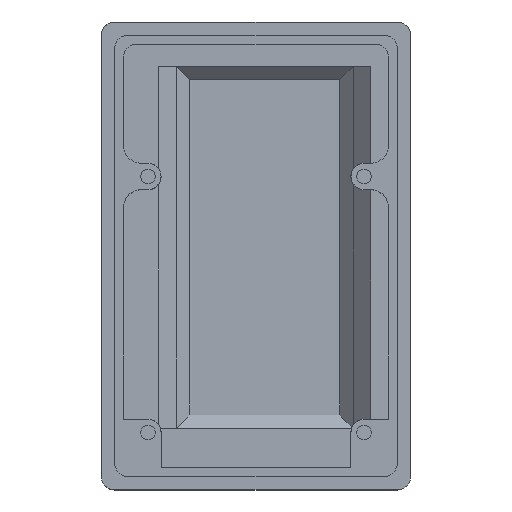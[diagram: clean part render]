
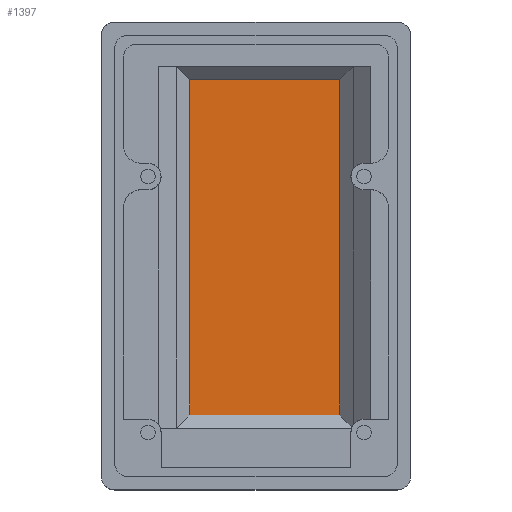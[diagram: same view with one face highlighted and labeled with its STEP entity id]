
A CAD part, top view. The second image highlights one B-rep face of the part: STEP entity #1397.
In plain terms, the highlighted planar face has unit normal (0, 0, 1).
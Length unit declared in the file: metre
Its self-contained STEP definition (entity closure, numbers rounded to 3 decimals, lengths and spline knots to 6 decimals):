
#212=ORIENTED_EDGE('',*,*,#617,.T.);
#213=ORIENTED_EDGE('',*,*,#618,.T.);
#214=ORIENTED_EDGE('',*,*,#619,.T.);
#215=ORIENTED_EDGE('',*,*,#620,.T.);
#617=EDGE_CURVE('',#815,#816,#927,.T.);
#618=EDGE_CURVE('',#816,#817,#928,.T.);
#619=EDGE_CURVE('',#817,#818,#929,.T.);
#620=EDGE_CURVE('',#818,#815,#930,.T.);
#815=VERTEX_POINT('',#2263);
#816=VERTEX_POINT('',#2264);
#817=VERTEX_POINT('',#2266);
#818=VERTEX_POINT('',#2268);
#927=LINE('',#2262,#1069);
#928=LINE('',#2265,#1070);
#929=LINE('',#2267,#1071);
#930=LINE('',#2269,#1072);
#1069=VECTOR('',#1787,1.);
#1070=VECTOR('',#1788,1.);
#1071=VECTOR('',#1789,1.);
#1072=VECTOR('',#1790,1.);
#1166=EDGE_LOOP('',(#212,#213,#214,#215));
#1258=FACE_BOUND('',#1166,.T.);
#1343=PLANE('',#1526);
#1397=ADVANCED_FACE('',(#1258),#1343,.T.);
#1526=AXIS2_PLACEMENT_3D('',#2261,#1785,#1786);
#1785=DIRECTION('',(0.,0.,1.));
#1786=DIRECTION('',(1.,0.,0.));
#1787=DIRECTION('',(1.,0.,0.));
#1788=DIRECTION('',(0.,1.,0.));
#1789=DIRECTION('',(-1.,0.,0.));
#1790=DIRECTION('',(0.,-1.,0.));
#2261=CARTESIAN_POINT('',(0.,0.,-0.013));
#2262=CARTESIAN_POINT('',(0.,-0.036,-0.013));
#2263=CARTESIAN_POINT('',(-0.015,-0.036,-0.013));
#2264=CARTESIAN_POINT('',(0.019,-0.036,-0.013));
#2265=CARTESIAN_POINT('',(0.019,0.043,-0.013));
#2266=CARTESIAN_POINT('',(0.019,0.04,-0.013));
#2267=CARTESIAN_POINT('',(-0.018,0.04,-0.013));
#2268=CARTESIAN_POINT('',(-0.015,0.04,-0.013));
#2269=CARTESIAN_POINT('',(-0.015,0.,-0.013));
